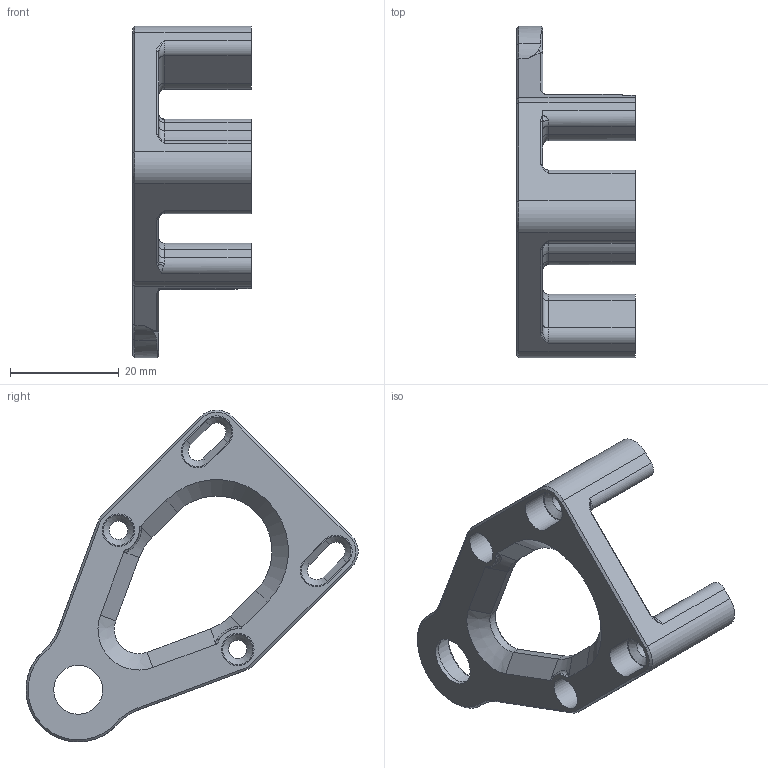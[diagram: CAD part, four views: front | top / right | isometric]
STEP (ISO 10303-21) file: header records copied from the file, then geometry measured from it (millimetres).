
FILE_DESCRIPTION(/* description */ ('STEP AP242','CAx-IF Rec.Pracs.---Representation and Presentation of Product Manufacturing Information (PMI)---4.0---2014-10-13','CAx-IF Rec.Pracs.---3D Tessellated Geometry---0.4---2014-09-14','2;1'),/* implementation_level */ '2;1');
FILE_NAME(/* name */ '62d471fb44645578c1019bf1',/* time_stamp */ '2022-07-17T20:33:00+00:00',/* author */ (''),/* organization */ (''),/* preprocessor_version */ 'ST-DEVELOPER v18.102',/* originating_system */ ' ',/* authorisation */ ' ');
FILE_SCHEMA (('AP242_MANAGED_MODEL_BASED_3D_ENGINEERING_MIM_LF { 1 0 10303 442 1 1 4 }'));
Length unit declared in the file: metre
Products named in the file (2): Rear Brace
Assembly tree (1 placements, depth 2):
  Rear Brace
    Rear Brace
Bounding box: 21.8 x 61.06 x 61.06 mm (x, y, z)
Volume: 9380.4 mm3; surface area: 7567 mm2
Topology: 1 solids, 1 shells, 184 faces, 460 edges, 279 vertices
Faces by surface type: plane 64, cylinder 53, cone 31, bspline 24, torus 12
Full cylindrical faces by diameter (mm): 3.4 x2, 6 x2, 9 x1, 11.3 x1
Entity records: 7275 total; most frequent: CARTESIAN_POINT 3044, ORIENTED_EDGE 882, DIRECTION 836, EDGE_CURVE 441, AXIS2_PLACEMENT_3D 311, VERTEX_POINT 275, LINE 214, VECTOR 214
